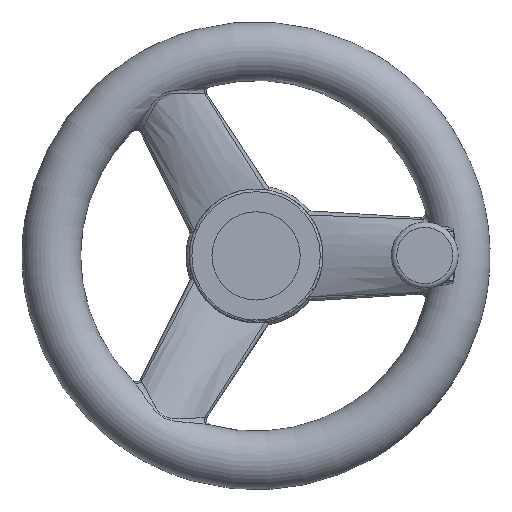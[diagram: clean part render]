
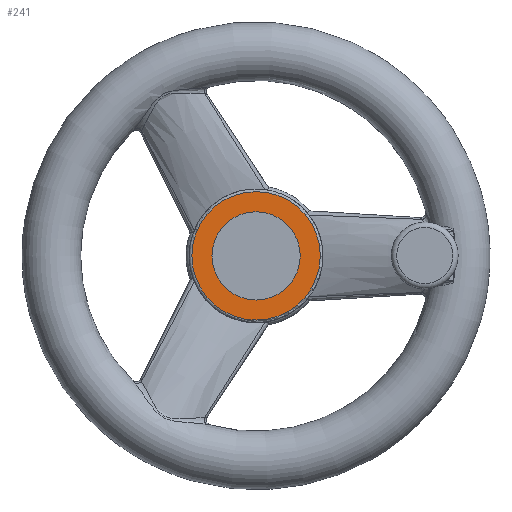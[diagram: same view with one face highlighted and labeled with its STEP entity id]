
A CAD part, top view. The second image highlights one B-rep face of the part: STEP entity #241.
In plain terms, the highlighted planar face has unit normal (0, 0, 1).
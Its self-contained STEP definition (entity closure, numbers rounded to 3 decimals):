
#241 = ADVANCED_FACE( '', ( #592, #593 ), #594, .F. );
#592 = FACE_OUTER_BOUND( '', #1922, .T. );
#593 = FACE_BOUND( '', #1923, .T. );
#594 = PLANE( '', #1924 );
#1922 = EDGE_LOOP( '', ( #6026 ) );
#1923 = EDGE_LOOP( '', ( #6027 ) );
#1924 = AXIS2_PLACEMENT_3D( '', #6028, #6029, #6030 );
#6026 = ORIENTED_EDGE( '', *, *, #6970, .T. );
#6027 = ORIENTED_EDGE( '', *, *, #6913, .F. );
#6028 = CARTESIAN_POINT( '', ( 0., 25., 42.5 ) );
#6029 = DIRECTION( '', ( 0., 0., -1. ) );
#6030 = DIRECTION( '', ( -1., 0., 0. ) );
#6913 = EDGE_CURVE( '', #7471, #7471, #7472, .T. );
#6970 = EDGE_CURVE( '', #7560, #7560, #7561, .F. );
#7471 = VERTEX_POINT( '', #8795 );
#7472 = CIRCLE( '', #8796, 16.5 );
#7560 = VERTEX_POINT( '', #9187 );
#7561 = CIRCLE( '', #9188, 24. );
#8795 = CARTESIAN_POINT( '', ( 16.5, 0., 42.5 ) );
#8796 = AXIS2_PLACEMENT_3D( '', #11630, #11631, #11632 );
#9187 = CARTESIAN_POINT( '', ( -24., 0., 42.5 ) );
#9188 = AXIS2_PLACEMENT_3D( '', #11686, #11687, #11688 );
#11630 = CARTESIAN_POINT( '', ( 0., 0., 42.5 ) );
#11631 = DIRECTION( '', ( 0., 0., 1. ) );
#11632 = DIRECTION( '', ( 1., 0., 0. ) );
#11686 = CARTESIAN_POINT( '', ( 0., 0., 42.5 ) );
#11687 = DIRECTION( '', ( 0., 0., -1. ) );
#11688 = DIRECTION( '', ( -1., 0., 0. ) );
